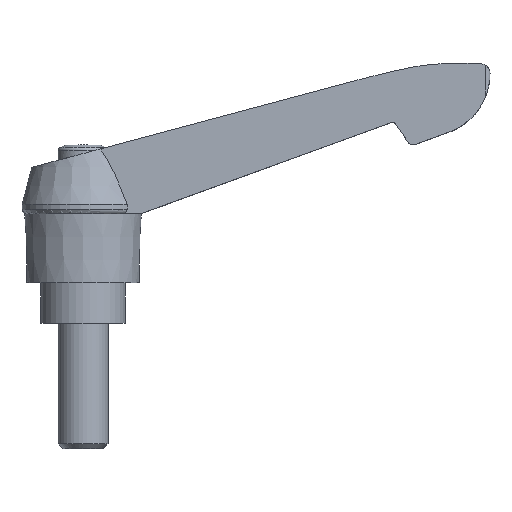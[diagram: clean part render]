
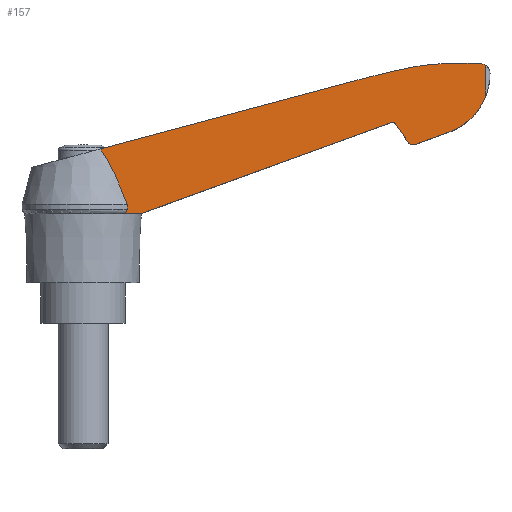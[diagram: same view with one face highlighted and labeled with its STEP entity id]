
A CAD part, top view. The second image highlights one B-rep face of the part: STEP entity #157.
In plain terms, the highlighted planar face has unit normal (0.034, 0, 0.999).
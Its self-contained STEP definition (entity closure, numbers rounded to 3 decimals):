
#157 = ADVANCED_FACE( '', ( #367 ), #368, .F. );
#367 = FACE_OUTER_BOUND( '', #633, .T. );
#368 = PLANE( '', #634 );
#633 = EDGE_LOOP( '', ( #1028, #1029, #1030, #1031, #1032, #1033, #1034, #1035, #1036, #1037, #1038, #1039, #1040, #1041, #1042, #1043 ) );
#634 = AXIS2_PLACEMENT_3D( '', #1044, #1045, #1046 );
#1028 = ORIENTED_EDGE( '', *, *, #1602, .F. );
#1029 = ORIENTED_EDGE( '', *, *, #1703, .T. );
#1030 = ORIENTED_EDGE( '', *, *, #1704, .F. );
#1031 = ORIENTED_EDGE( '', *, *, #1705, .F. );
#1032 = ORIENTED_EDGE( '', *, *, #1706, .T. );
#1033 = ORIENTED_EDGE( '', *, *, #1707, .F. );
#1034 = ORIENTED_EDGE( '', *, *, #1708, .F. );
#1035 = ORIENTED_EDGE( '', *, *, #1627, .F. );
#1036 = ORIENTED_EDGE( '', *, *, #1709, .F. );
#1037 = ORIENTED_EDGE( '', *, *, #1613, .F. );
#1038 = ORIENTED_EDGE( '', *, *, #1710, .F. );
#1039 = ORIENTED_EDGE( '', *, *, #1597, .F. );
#1040 = ORIENTED_EDGE( '', *, *, #1687, .F. );
#1041 = ORIENTED_EDGE( '', *, *, #1711, .F. );
#1042 = ORIENTED_EDGE( '', *, *, #1656, .F. );
#1043 = ORIENTED_EDGE( '', *, *, #1712, .F. );
#1044 = CARTESIAN_POINT( '', ( 0., 46.5, 6.943 ) );
#1045 = DIRECTION( '', ( -0.034, 0., -0.999 ) );
#1046 = DIRECTION( '', ( -0.999, 0., 0.034 ) );
#1597 = EDGE_CURVE( '', #1910, #1905, #1912, .T. );
#1602 = EDGE_CURVE( '', #1918, #1920, #1921, .T. );
#1613 = EDGE_CURVE( '', #1937, #1940, #1941, .T. );
#1627 = EDGE_CURVE( '', #1962, #1964, #1965, .T. );
#1656 = EDGE_CURVE( '', #2015, #2016, #2017, .T. );
#1687 = EDGE_CURVE( '', #2061, #1910, #2063, .T. );
#1703 = EDGE_CURVE( '', #1918, #2089, #2090, .T. );
#1704 = EDGE_CURVE( '', #2091, #2089, #2092, .T. );
#1705 = EDGE_CURVE( '', #2093, #2091, #2094, .T. );
#1706 = EDGE_CURVE( '', #2093, #2095, #2096, .T. );
#1707 = EDGE_CURVE( '', #2097, #2095, #2098, .T. );
#1708 = EDGE_CURVE( '', #1964, #2097, #2099, .T. );
#1709 = EDGE_CURVE( '', #1940, #1962, #2100, .T. );
#1710 = EDGE_CURVE( '', #1905, #1937, #2101, .T. );
#1711 = EDGE_CURVE( '', #2016, #2061, #2102, .T. );
#1712 = EDGE_CURVE( '', #1920, #2015, #2103, .T. );
#1905 = VERTEX_POINT( '', #2357 );
#1910 = VERTEX_POINT( '', #2363 );
#1912 = ELLIPSE( '', #2366, 35.02, 35. );
#1918 = VERTEX_POINT( '', #2372 );
#1920 = VERTEX_POINT( '', #2374 );
#1921 = LINE( '', #2375, #2376 );
#1937 = VERTEX_POINT( '', #2397 );
#1940 = VERTEX_POINT( '', #2409 );
#1941 = LINE( '', #2410, #2411 );
#1962 = VERTEX_POINT( '', #2461 );
#1964 = VERTEX_POINT( '', #2464 );
#1965 = LINE( '', #2465, #2466 );
#2015 = VERTEX_POINT( '', #2549 );
#2016 = VERTEX_POINT( '', #2550 );
#2017 = LINE( '', #2551, #2552 );
#2061 = VERTEX_POINT( '', #2607 );
#2063 = ELLIPSE( '', #2610, 35.02, 35. );
#2089 = VERTEX_POINT( '', #2643 );
#2090 = B_SPLINE_CURVE_WITH_KNOTS( '', 3, ( #2644, #2645, #2646, #2647, #2648, #2649 ), .UNSPECIFIED., .F., .F., ( 4, 2, 4 ), ( 0., 0.001, 0.001 ), .UNSPECIFIED. );
#2091 = VERTEX_POINT( '', #2650 );
#2092 = LINE( '', #2651, #2652 );
#2093 = VERTEX_POINT( '', #2653 );
#2094 = LINE( '', #2654, #2655 );
#2095 = VERTEX_POINT( '', #2656 );
#2096 = ELLIPSE( '', #2657, 0.7, 0.7 );
#2097 = VERTEX_POINT( '', #2658 );
#2098 = LINE( '', #2659, #2660 );
#2099 = ELLIPSE( '', #2661, 1.001, 1. );
#2100 = ELLIPSE( '', #2662, 10.006, 10. );
#2101 = ELLIPSE( '', #2663, 1.601, 1.6 );
#2102 = ELLIPSE( '', #2664, 141.08, 141. );
#2103 = B_SPLINE_CURVE_WITH_KNOTS( '', 3, ( #2665, #2666, #2667, #2668, #2669, #2670, #2671, #2672, #2673, #2674, #2675, #2676 ), .UNSPECIFIED., .F., .F., ( 4, 2, 2, 2, 2, 4 ), ( 0., 0.002, 0.005, 0.007, 0.009, 0.01 ), .UNSPECIFIED. );
#2357 = CARTESIAN_POINT( '', ( 63.6, 41.487, 4.797 ) );
#2363 = CARTESIAN_POINT( '', ( 59.7, 41.5, 4.929 ) );
#2366 = AXIS2_PLACEMENT_3D( '', #3059, #3060, #3061 );
#2372 = CARTESIAN_POINT( '', ( 7.079, 18.24, 6.704 ) );
#2374 = CARTESIAN_POINT( '', ( 7.079, 19., 6.704 ) );
#2375 = CARTESIAN_POINT( '', ( 7.079, 55.578, 6.704 ) );
#2376 = VECTOR( '', #3068, 1000. );
#2397 = CARTESIAN_POINT( '', ( 64.324, 41.207, 4.773 ) );
#2409 = CARTESIAN_POINT( '', ( 64.324, 36.302, 4.773 ) );
#2410 = CARTESIAN_POINT( '', ( 64.324, 46.5, 4.773 ) );
#2411 = VECTOR( '', #3080, 1000. );
#2461 = CARTESIAN_POINT( '', ( 57.9, 30.347, 4.99 ) );
#2464 = CARTESIAN_POINT( '', ( 53.088, 28.596, 5.152 ) );
#2465 = CARTESIAN_POINT( '', ( 52.951, 28.546, 5.156 ) );
#2466 = VECTOR( '', #3094, 1000. );
#2549 = CARTESIAN_POINT( '', ( 2.77, 27.859, 6.849 ) );
#2550 = CARTESIAN_POINT( '', ( 43.4, 38.746, 5.479 ) );
#2551 = CARTESIAN_POINT( '', ( 43.266, 38.71, 5.483 ) );
#2552 = VECTOR( '', #3128, 1000. );
#2607 = CARTESIAN_POINT( '', ( 53., 41., 5.155 ) );
#2610 = AXIS2_PLACEMENT_3D( '', #3174, #3175, #3176 );
#2643 = CARTESIAN_POINT( '', ( 6.456, 17.5, 6.725 ) );
#2644 = CARTESIAN_POINT( '', ( 7.079, 18.24, 6.704 ) );
#2645 = CARTESIAN_POINT( '', ( 7.06, 18.071, 6.705 ) );
#2646 = CARTESIAN_POINT( '', ( 6.979, 17.916, 6.707 ) );
#2647 = CARTESIAN_POINT( '', ( 6.752, 17.666, 6.715 ) );
#2648 = CARTESIAN_POINT( '', ( 6.61, 17.571, 6.72 ) );
#2649 = CARTESIAN_POINT( '', ( 6.456, 17.5, 6.725 ) );
#2650 = CARTESIAN_POINT( '', ( 9.2, 17.5, 6.633 ) );
#2651 = CARTESIAN_POINT( '', ( -0.095, 17.5, 6.946 ) );
#2652 = VECTOR( '', #3196, 1000. );
#2653 = CARTESIAN_POINT( '', ( 49.14, 32.037, 5.285 ) );
#2654 = CARTESIAN_POINT( '', ( 9.107, 17.466, 6.636 ) );
#2655 = VECTOR( '', #3197, 1000. );
#2656 = CARTESIAN_POINT( '', ( 49.953, 31.781, 5.258 ) );
#2657 = AXIS2_PLACEMENT_3D( '', #3198, #3199, #3200 );
#2658 = CARTESIAN_POINT( '', ( 51.927, 28.962, 5.191 ) );
#2659 = CARTESIAN_POINT( '', ( 49.903, 31.852, 5.259 ) );
#2660 = VECTOR( '', #3201, 1000. );
#2661 = AXIS2_PLACEMENT_3D( '', #3202, #3203, #3204 );
#2662 = AXIS2_PLACEMENT_3D( '', #3205, #3206, #3207 );
#2663 = AXIS2_PLACEMENT_3D( '', #3208, #3209, #3210 );
#2664 = AXIS2_PLACEMENT_3D( '', #3211, #3212, #3213 );
#2665 = CARTESIAN_POINT( '', ( 7.079, 19., 6.704 ) );
#2666 = CARTESIAN_POINT( '', ( 6.787, 19.77, 6.714 ) );
#2667 = CARTESIAN_POINT( '', ( 6.487, 20.537, 6.724 ) );
#2668 = CARTESIAN_POINT( '', ( 5.863, 22.061, 6.745 ) );
#2669 = CARTESIAN_POINT( '', ( 5.539, 22.819, 6.756 ) );
#2670 = CARTESIAN_POINT( '', ( 4.854, 24.317, 6.779 ) );
#2671 = CARTESIAN_POINT( '', ( 4.492, 25.057, 6.791 ) );
#2672 = CARTESIAN_POINT( '', ( 3.899, 26.141, 6.811 ) );
#2673 = CARTESIAN_POINT( '', ( 3.693, 26.497, 6.818 ) );
#2674 = CARTESIAN_POINT( '', ( 3.254, 27.194, 6.833 ) );
#2675 = CARTESIAN_POINT( '', ( 3.022, 27.535, 6.841 ) );
#2676 = CARTESIAN_POINT( '', ( 2.77, 27.859, 6.849 ) );
#3059 = CARTESIAN_POINT( '', ( 61.538, 6.548, 4.867 ) );
#3060 = DIRECTION( '', ( -0.034, 0., -0.999 ) );
#3061 = DIRECTION( '', ( 0.999, 0., -0.034 ) );
#3068 = DIRECTION( '', ( 0., 1., 0. ) );
#3080 = DIRECTION( '', ( 0., -1., 0. ) );
#3094 = DIRECTION( '', ( -0.939, -0.342, 0.032 ) );
#3128 = DIRECTION( '', ( 0.965, 0.259, -0.033 ) );
#3174 = CARTESIAN_POINT( '', ( 58.943, 6.508, 4.954 ) );
#3175 = DIRECTION( '', ( -0.034, 0., -0.999 ) );
#3176 = DIRECTION( '', ( 0.999, 0., -0.034 ) );
#3196 = DIRECTION( '', ( -0.999, 0., 0.034 ) );
#3197 = DIRECTION( '', ( -0.939, -0.342, 0.032 ) );
#3198 = CARTESIAN_POINT( '', ( 49.38, 31.379, 5.277 ) );
#3199 = DIRECTION( '', ( -0.034, 0., -0.999 ) );
#3200 = DIRECTION( '', ( 0.999, 0., -0.034 ) );
#3201 = DIRECTION( '', ( -0.573, 0.819, 0.019 ) );
#3202 = CARTESIAN_POINT( '', ( 52.746, 29.535, 5.163 ) );
#3203 = DIRECTION( '', ( -0.034, 0., -0.999 ) );
#3204 = DIRECTION( '', ( 0.999, 0., -0.034 ) );
#3205 = CARTESIAN_POINT( '', ( 55., 39.917, 5.087 ) );
#3206 = DIRECTION( '', ( -0.034, 0., -0.999 ) );
#3207 = DIRECTION( '', ( 0.999, 0., -0.034 ) );
#3208 = CARTESIAN_POINT( '', ( 63.4, 39.9, 4.804 ) );
#3209 = DIRECTION( '', ( -0.034, 0., -0.999 ) );
#3210 = DIRECTION( '', ( 0.999, 0., -0.034 ) );
#3211 = CARTESIAN_POINT( '', ( 80.407, -97.311, 4.23 ) );
#3212 = DIRECTION( '', ( -0.034, 0., -0.999 ) );
#3213 = DIRECTION( '', ( 0.999, 0., -0.034 ) );
